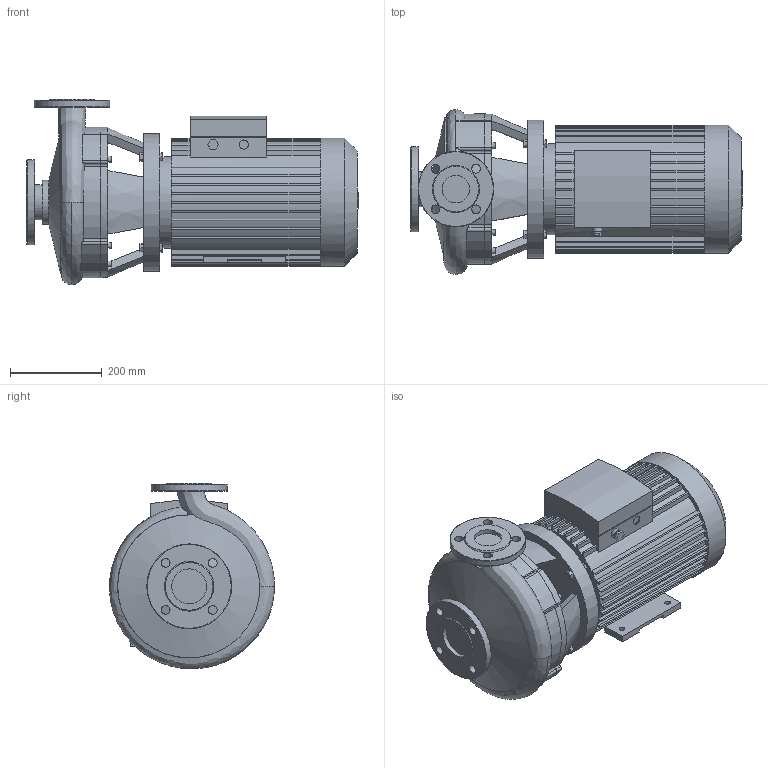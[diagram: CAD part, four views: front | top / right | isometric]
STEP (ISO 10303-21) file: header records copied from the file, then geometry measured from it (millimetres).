
FILE_DESCRIPTION(/* description */ (''),/* implementation_level */ '2;1');
FILE_NAME(/* name */ '3d_BL50_270-5_5_4-2121089.stp',/* time_stamp */ '2017-11-06T15:08:18+01:00',/* author */ ('Andrzej'),/* organization */ (''),/* preprocessor_version */ 'ST-DEVELOPER v16.13',/* originating_system */ 'AutoCAD Mechanical',/* authorisation */ '');
FILE_SCHEMA (('AUTOMOTIVE_DESIGN { 1 0 10303 214 3 1 1 }'));
Length unit declared in the file: millimetre
Products named in the file (1): Product
Bounding box: 723.5 x 359.83 x 404.88 mm (x, y, z)
Volume: 40260796.5 mm3; surface area: 1686579.3 mm2
Topology: 10 solids, 10 shells, 563 faces, 1471 edges, 960 vertices
Faces by surface type: plane 333, cylinder 179, bspline 31, cone 16, torus 4
Full cylindrical faces by diameter (mm): 10 x4, 12 x4, 13 x8, 16 x1, 19 x8, 20 x4, 60.3 x1, 76.1 x2, 80 x1, 96.1 x1, 165 x1, 185 x1, 199 x1, 279 x1, 300 x1
Entity records: 20904 total; most frequent: CARTESIAN_POINT 7038, DIRECTION 2843, ORIENTED_EDGE 2826, EDGE_CURVE 1413, AXIS2_PLACEMENT_3D 989, VERTEX_POINT 953, LINE 865, VECTOR 865
